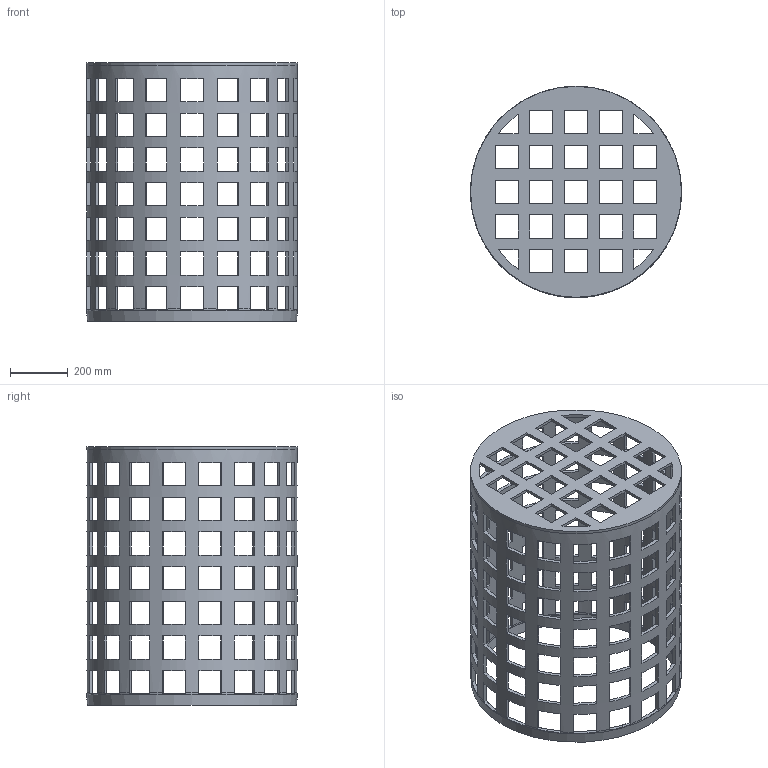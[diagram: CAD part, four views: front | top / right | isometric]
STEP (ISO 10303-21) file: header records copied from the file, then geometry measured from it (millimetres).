
FILE_DESCRIPTION(/* description */ (''),/* implementation_level */ '2;1');
FILE_NAME(/* name */ '15217.000X_3D.stp',/* time_stamp */ '2024-12-11T14:55:19+01:00',/* author */ ('CAD'),/* organization */ (''),/* preprocessor_version */ 'ST-DEVELOPER v20',/* originating_system */ 'AutoCAD Mechanical',/* authorisation */ '');
FILE_SCHEMA (('AUTOMOTIVE_DESIGN { 1 0 10303 214 3 1 1 }'));
Length unit declared in the file: centimetre
Products named in the file (2): Product; *S0
Assembly tree (1 placements, depth 2):
  Product
    *S0
Bounding box: 730 x 730 x 895 mm (x, y, z)
Volume: 16980522.4 mm3; surface area: 3560656.4 mm2
Topology: 2 solids, 2 shells, 611 faces, 1930 edges, 1286 vertices
Faces by surface type: plane 599, cylinder 7, cone 3, torus 2
Full cylindrical faces by diameter (mm): 706 x1, 730 x2
Entity records: 22194 total; most frequent: CARTESIAN_POINT 4046, ORIENTED_EDGE 3860, DIRECTION 3650, EDGE_CURVE 1930, LINE 1294, VECTOR 1294, VERTEX_POINT 1286, AXIS2_PLACEMENT_3D 1178
